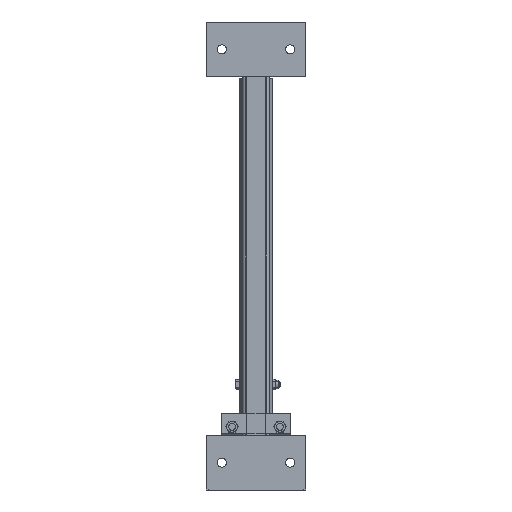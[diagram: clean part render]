
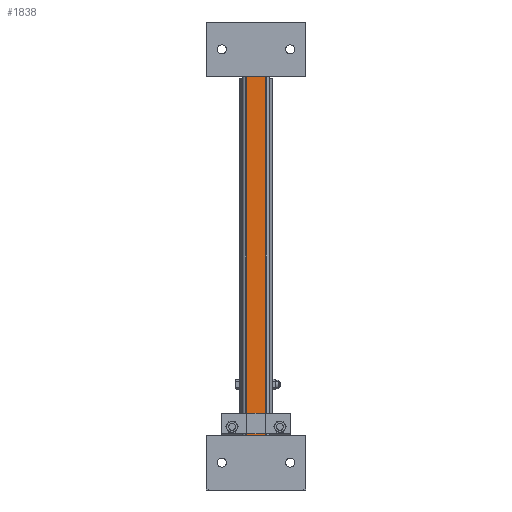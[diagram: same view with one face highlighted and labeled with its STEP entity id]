
A CAD part, left-side view. The second image highlights one B-rep face of the part: STEP entity #1838.
In plain terms, the highlighted face is planar.
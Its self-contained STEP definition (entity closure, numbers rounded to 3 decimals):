
#1838=ADVANCED_FACE('',(#3281),#3282,.T.);
#3281=FACE_OUTER_BOUND('',#7480,.T.);
#3282=PLANE('',#7481);
#7480=EDGE_LOOP('',(#10127,#10128,#10129,#10130));
#7481=AXIS2_PLACEMENT_3D('',#10131,#10132,#10133);
#10127=ORIENTED_EDGE('',*,*,#11171,.T.);
#10128=ORIENTED_EDGE('',*,*,#10676,.F.);
#10129=ORIENTED_EDGE('',*,*,#10802,.T.);
#10130=ORIENTED_EDGE('',*,*,#11013,.T.);
#10131=CARTESIAN_POINT('',(0.,20.,0.));
#10132=DIRECTION('',(0.,1.,0.));
#10133=DIRECTION('',(-1.,0.,0.));
#10676=EDGE_CURVE('',#11981,#11976,#11983,.T.);
#10802=EDGE_CURVE('',#11981,#12173,#12175,.T.);
#11013=EDGE_CURVE('',#12173,#12446,#12448,.T.);
#11171=EDGE_CURVE('',#12446,#11976,#12628,.T.);
#11976=VERTEX_POINT('',#15067);
#11981=VERTEX_POINT('',#15073);
#11983=LINE('',#15075,#15076);
#12173=VERTEX_POINT('',#15511);
#12175=LINE('',#15513,#15514);
#12446=VERTEX_POINT('',#16314);
#12448=LINE('',#16316,#16317);
#12628=LINE('',#16782,#16783);
#15067=CARTESIAN_POINT('',(14.,20.,525.));
#15073=CARTESIAN_POINT('',(14.,20.,0.));
#15075=CARTESIAN_POINT('',(14.,20.,0.));
#15076=VECTOR('',#17303,1.);
#15511=CARTESIAN_POINT('',(-14.,20.,0.));
#15513=CARTESIAN_POINT('',(14.,20.,0.));
#15514=VECTOR('',#17436,1.);
#16314=CARTESIAN_POINT('',(-14.,20.,525.));
#16316=CARTESIAN_POINT('',(-14.,20.,0.));
#16317=VECTOR('',#17631,1.);
#16782=CARTESIAN_POINT('',(14.,20.,525.));
#16783=VECTOR('',#17745,1.);
#17303=DIRECTION('',(0.,0.,1.));
#17436=DIRECTION('',(-1.,0.,0.));
#17631=DIRECTION('',(0.,0.,1.));
#17745=DIRECTION('',(1.,0.,0.));
